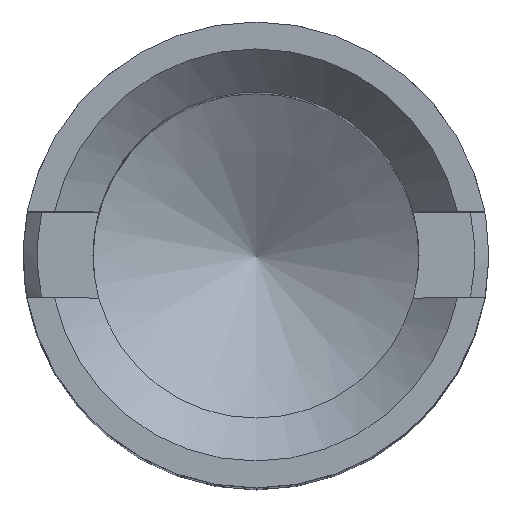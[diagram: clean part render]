
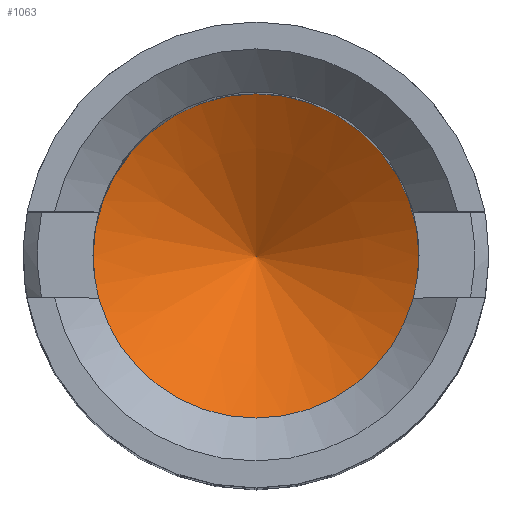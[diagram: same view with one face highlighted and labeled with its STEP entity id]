
A CAD part, top view. The second image highlights one B-rep face of the part: STEP entity #1063.
In plain terms, the highlighted conical face has half-angle 59 degrees and reference radius 0 mm.
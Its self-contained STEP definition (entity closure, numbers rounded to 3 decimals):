
#804=VERTEX_LOOP('',#2325);
#914=CONICAL_SURFACE('',#4223,0.,59.);
#1063=ADVANCED_FACE('',(#1254,#1255),#914,.F.);
#1254=FACE_BOUND('',#1334,.T.);
#1255=FACE_BOUND('',#804,.T.);
#1334=EDGE_LOOP('',(#1624));
#1624=ORIENTED_EDGE('',*,*,#2542,.T.);
#2294=VERTEX_POINT('',#5794);
#2325=VERTEX_POINT('',#5898);
#2542=EDGE_CURVE('',#2294,#2294,#2915,.T.);
#2915=CIRCLE('',#4191,2.275);
#4191=AXIS2_PLACEMENT_3D('',#5793,#4608,#4609);
#4223=AXIS2_PLACEMENT_3D('',#5899,#4682,#4683);
#4608=DIRECTION('',(0.,0.,1.));
#4609=DIRECTION('',(0.,-1.,0.));
#4682=DIRECTION('',(0.,0.,1.));
#4683=DIRECTION('',(0.,-1.,0.));
#5793=CARTESIAN_POINT('',(0.,0.,2.1));
#5794=CARTESIAN_POINT('',(0.,-2.275,2.1));
#5898=CARTESIAN_POINT('',(0.,0.,0.733));
#5899=CARTESIAN_POINT('',(0.,0.,0.733));
